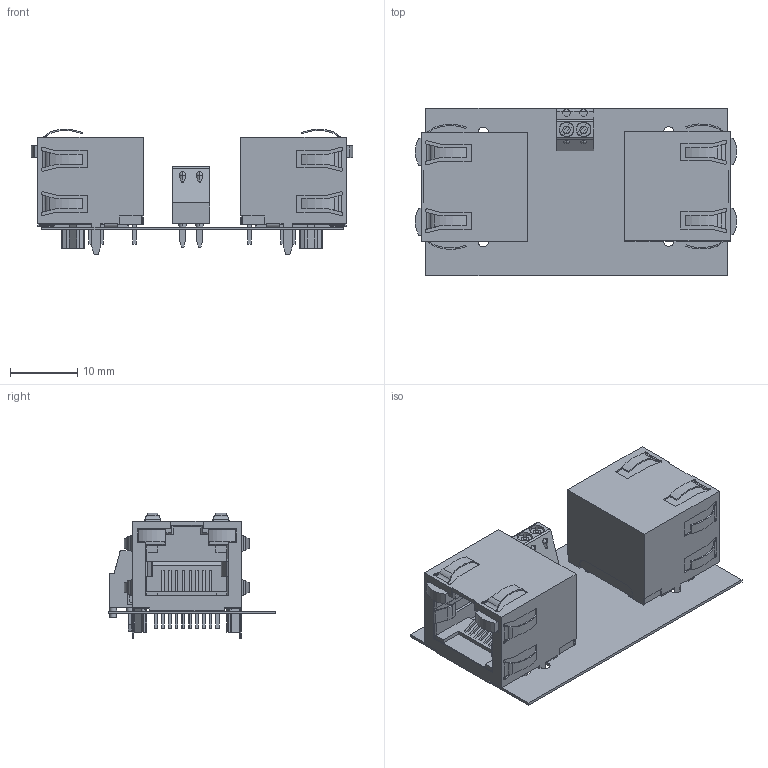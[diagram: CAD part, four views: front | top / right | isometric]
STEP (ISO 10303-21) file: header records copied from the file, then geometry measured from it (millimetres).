
FILE_DESCRIPTION(('Open CASCADE Model'),'2;1');
FILE_NAME('Open CASCADE Shape Model','2025-06-04T22:49:08',('Author'),( 'Open CASCADE'),'Open CASCADE STEP processor 7.5','Open CASCADE 7.5' ,'Unknown');
FILE_SCHEMA(('AUTOMOTIVE_DESIGN { 1 0 10303 214 1 1 1 1 }'));
Length unit declared in the file: millimetre
Products named in the file (4): Open CASCADE STEP translator 7.5 5; Open CASCADE STEP translator 7.5 6; Open CASCADE STEP translator 7.5 7; Open CASCADE STEP translator 7.5 8
Bounding box: 47.94 x 25 x 18.7 mm (x, y, z)
Volume: 5070.8 mm3; surface area: 9456 mm2
Topology: 4 solids, 4 shells, 1055 faces, 2891 edges, 1892 vertices
Faces by surface type: plane 814, cylinder 237, sphere 4
Full cylindrical faces by diameter (mm): 0.89 x24, 1.1 x4, 1.57 x4, 3.25 x4
Entity records: 58006 total; most frequent: CARTESIAN_POINT 7423, ORIENTED_EDGE 5774, DIRECTION 5115, PRESENTATION_STYLE_ASSIGNMENT 3389, SURFACE_STYLE_USAGE 3389, SURFACE_SIDE_STYLE 3389, SURFACE_STYLE_FILL_AREA 3389, FILL_AREA_STYLE 3389
